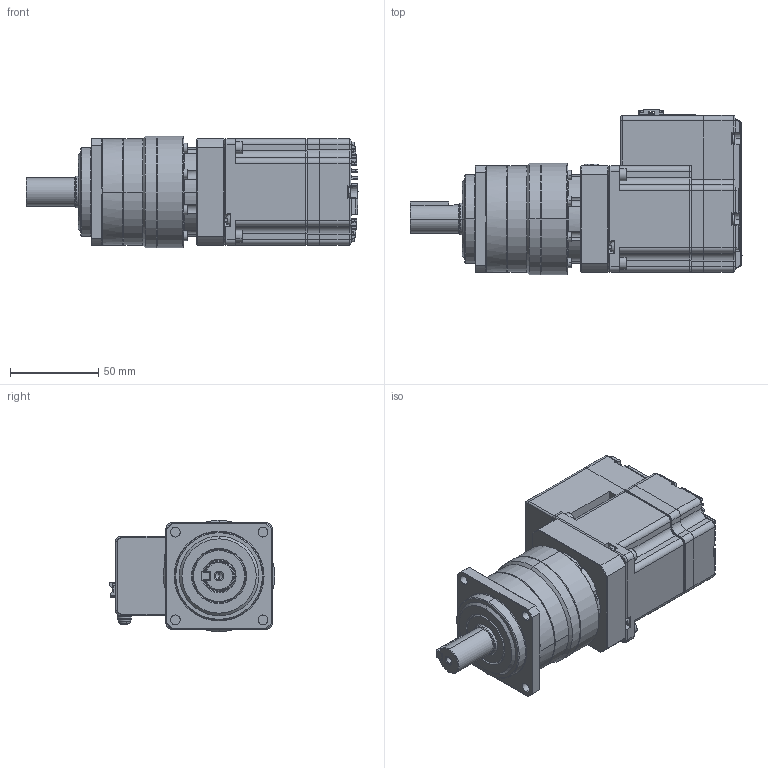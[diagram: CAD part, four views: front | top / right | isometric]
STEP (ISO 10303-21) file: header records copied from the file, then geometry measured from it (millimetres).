
FILE_DESCRIPTION (( 'STEP AP203' ), '1' );
FILE_NAME ('P11B-MO-060-07-R01.STEP', '2020-05-04T06:22:50', ( '' ), ( '' ), 'SwSTEP 2.0', 'SolidWorks 2018', '' );
FILE_SCHEMA (( 'CONFIG_CONTROL_DESIGN' ));
Length unit declared in the file: millimetre
Products named in the file (31): socket head cap screw_ks_KS 1003 - M4 x 12 x 12-N; 60EC-PCB2-01; pan cross head_ks_KS 1023 PC- M3 x 20-N; spring lock washer_2_jis_JIS B 1251 No.2 4; M119-EC-042-04-R00; sams; KMG; 5016451220; M119-EC-056-03-R00; pan cross head_ks_KS 1023 PC- M4 x 6-N; 20R-JMCS-G-B-TF(NSA); 09455511103_100183220MOD000B; 瞪錳薄樓醴喀攪-3; 791091003; M117-MO-060-01-R00; 877600816; 60EC-PCB1-01; 瞪錳蕾樓攪喀攪; 瞪錳薄樓醴喀攪-5; M119-EC-060-01-R00; P11B-MO-060-07-R01; M119-EC-060-02-R02; 20PS-JMCS-G-1B-TF(N); ST56 1ST; 56EC-PCB3-01; small circular plain washer_jis_JIS B 1256 Small circular 4; 42EC-PCB1-01; 瞪錳薄樓醴喀攪-2; pan cross head_ks_KS 1023 PC- M3 x 25-N; 瞪錳薄樓醴喀攪-4; 瞪錳薄樓醴喀攪-1
Assembly tree (41 placements, depth 3):
  P11B-MO-060-07-R01
    M117-MO-060-01-R00
    60EC-PCB1-01
    pan cross head_ks_KS 1023 PC- M3 x 20-N  x2
    pan cross head_ks_KS 1023 PC- M3 x 25-N  x3
    KMG
    M119-EC-060-01-R00
    M119-EC-060-02-R02
    42EC-PCB1-01
    56EC-PCB3-01
    M119-EC-042-04-R00
    09455511103_100183220MOD000B  x2
    瞪錳蕾樓攪喀攪
      瞪錳薄樓醴喀攪-1
      瞪錳薄樓醴喀攪-2
      瞪錳薄樓醴喀攪-3
      瞪錳薄樓醴喀攪-4
      瞪錳薄樓醴喀攪-5
    5016451220
    60EC-PCB2-01
    877600816  x2
    20PS-JMCS-G-1B-TF(N)  x2
    20R-JMCS-G-B-TF(NSA)  x2
    791091003  x2
    M119-EC-056-03-R00
    ST56 1ST
    socket head cap screw_ks_KS 1003 - M4 x 12 x 12-N  x4
    sams
      small circular plain washer_jis_JIS B 1256 Small circular 4
      spring lock washer_2_jis_JIS B 1251 No.2 4
      pan cross head_ks_KS 1023 PC- M4 x 6-N
Bounding box: 187.6 x 93.6 x 63 mm (x, y, z)
Volume: 462985.1 mm3; surface area: 138760.9 mm2
Topology: 39 solids, 39 shells, 5960 faces, 15896 edges, 10049 vertices
Faces by surface type: plane 3966, cylinder 1273, bspline 256, cone 233, torus 149, sphere 83
Entity records: 137680 total; most frequent: CARTESIAN_POINT 32085, ORIENTED_EDGE 21892, DIRECTION 20393, EDGE_CURVE 10946, VECTOR 7547, LINE 7547, VERTEX_POINT 6930, AXIS2_PLACEMENT_3D 6423
